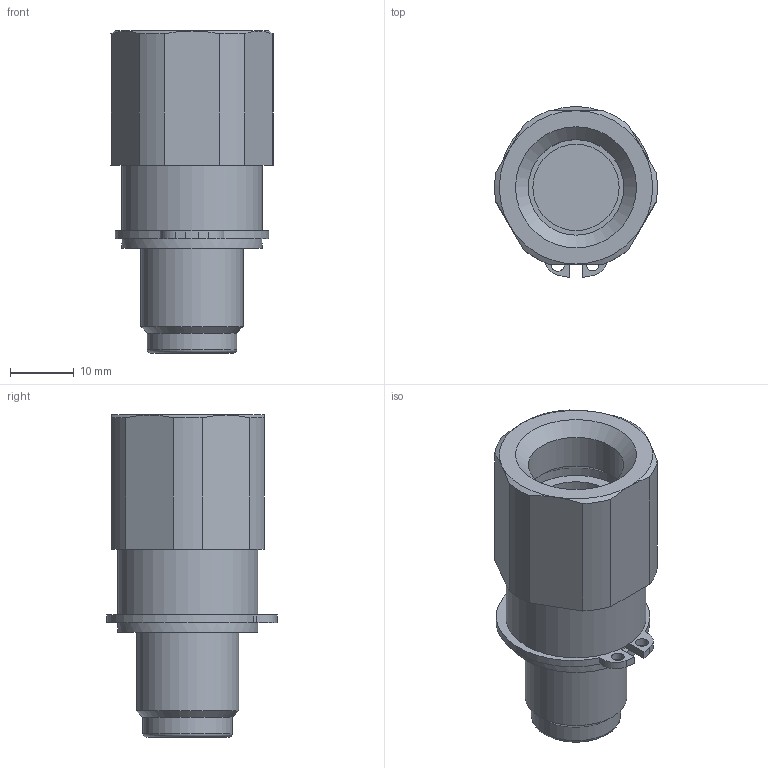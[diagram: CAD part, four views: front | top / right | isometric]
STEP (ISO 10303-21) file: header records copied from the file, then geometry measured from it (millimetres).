
FILE_DESCRIPTION(/* description */ (''),/* implementation_level */ '2;1');
FILE_NAME(/* name */ 'MKWL 38 NIAB.stp',/* time_stamp */ '2023-04-25T11:56:14+02:00',/* author */ ('meier'),/* organization */ (''),/* preprocessor_version */ 'ST-DEVELOPER v18.1',/* originating_system */ 'Autodesk Inventor 2022',/* authorisation */ '0 mm^3');
FILE_SCHEMA (('AUTOMOTIVE_DESIGN { 1 0 10303 214 3 1 1 }'));
Length unit declared in the file: millimetre
Products named in the file (1): LUE_00028571
Bounding box: 25.45 x 26.75 x 50.4 mm (x, y, z)
Volume: 16136.1 mm3; surface area: 5205.9 mm2
Topology: 1 solids, 1 shells, 55 faces, 127 edges, 81 vertices
Faces by surface type: plane 24, cylinder 19, cone 9, torus 3
Full cylindrical faces by diameter (mm): 2 x2, 13.5 x1, 14 x1, 14.95 x1, 16 x1, 17 x1, 20 x1, 21.95 x2
Entity records: 1683 total; most frequent: CARTESIAN_POINT 288, DIRECTION 287, ORIENTED_EDGE 254, EDGE_CURVE 127, AXIS2_PLACEMENT_3D 116, VERTEX_POINT 81, EDGE_LOOP 66, CIRCLE 60
